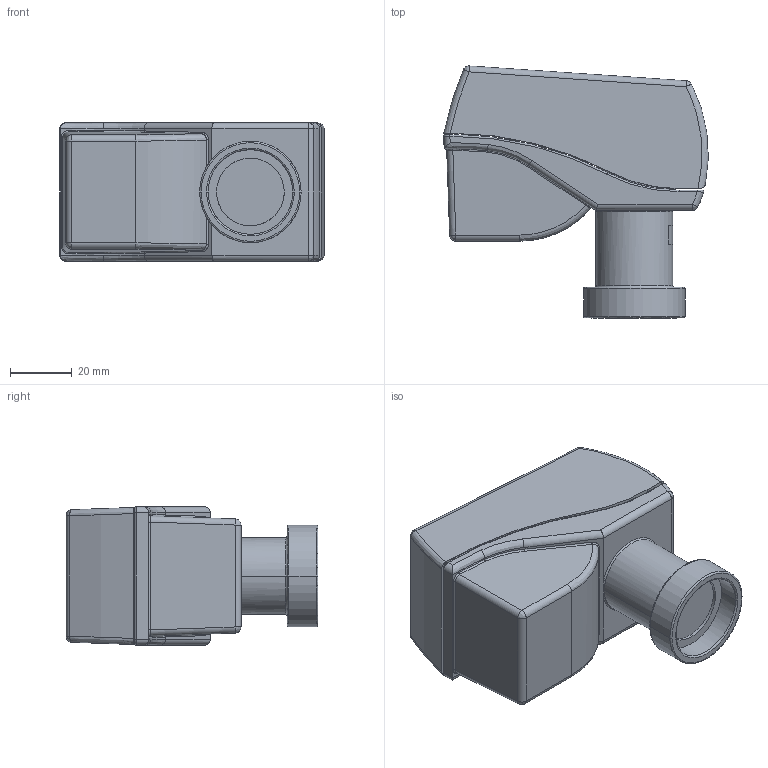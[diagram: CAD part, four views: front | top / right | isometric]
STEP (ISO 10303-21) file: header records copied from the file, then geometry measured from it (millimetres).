
FILE_DESCRIPTION (( 'STEP AP214' ), '1' );
FILE_NAME ('MC 15.STEP', '2015-02-03T10:30:29', ( 'tdietz' ), ( '' ), 'SwSTEP 2.0', 'SolidWorks 2013', '' );
FILE_SCHEMA (( 'AUTOMOTIVE_DESIGN' ));
Length unit declared in the file: millimetre
Products named in the file (1): MC 15
Bounding box: 86.02 x 81.9 x 45.46 mm (x, y, z)
Surface area: 29667 mm2 (no closed solid volume)
Topology: 0 solids, 3 shells, 119 faces, 270 edges, 156 vertices
Faces by surface type: cylinder 48, bspline 47, plane 24
Entity records: 7003 total; most frequent: CARTESIAN_POINT 3462, ORIENTED_EDGE 532, DIRECTION 405, EDGE_CURVE 268, AXIS2_PLACEMENT_3D 159, VERTEX_POINT 156, EDGE_LOOP 122, FACE_OUTER_BOUND 119
